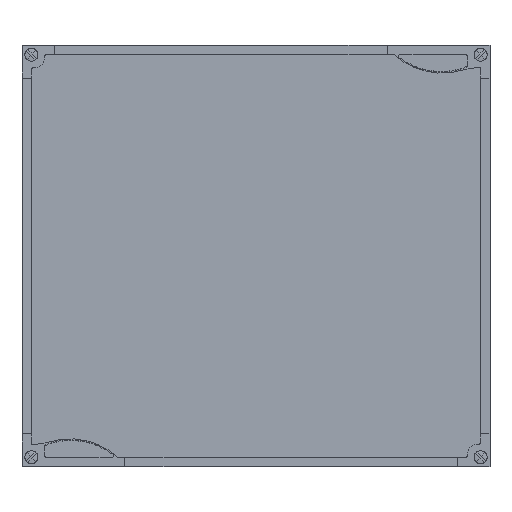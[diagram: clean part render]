
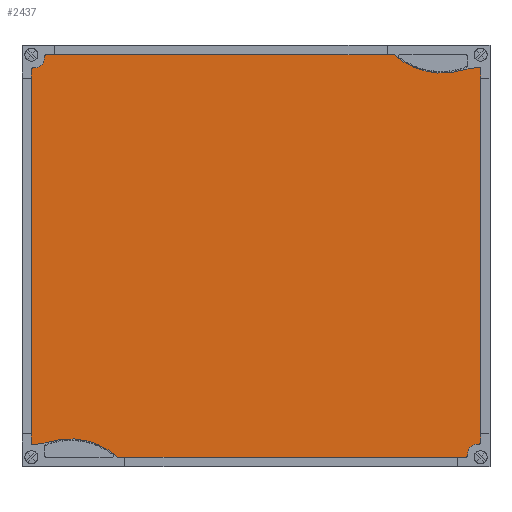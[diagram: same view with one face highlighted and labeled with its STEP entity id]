
A CAD part, top view. The second image highlights one B-rep face of the part: STEP entity #2437.
In plain terms, the highlighted planar face has unit normal (0, 0, 1).
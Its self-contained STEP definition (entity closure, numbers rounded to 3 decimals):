
#2437=ADVANCED_FACE('',(#4762),#4763,.F.);
#4762=FACE_OUTER_BOUND('',#7030,.T.);
#4763=PLANE('',#7031);
#7030=EDGE_LOOP('',(#13811,#13812,#13813,#13814,#13815,#13816,#13817,#13818,#13819,#13820,#13821,#13822,#13823,#13824,#13825,#13826));
#7031=AXIS2_PLACEMENT_3D('',#13827,#13828,#13829);
#13811=ORIENTED_EDGE('',*,*,#16614,.T.);
#13812=ORIENTED_EDGE('',*,*,#16610,.T.);
#13813=ORIENTED_EDGE('',*,*,#16606,.T.);
#13814=ORIENTED_EDGE('',*,*,#16617,.F.);
#13815=ORIENTED_EDGE('',*,*,#16618,.T.);
#13816=ORIENTED_EDGE('',*,*,#16619,.T.);
#13817=ORIENTED_EDGE('',*,*,#16620,.T.);
#13818=ORIENTED_EDGE('',*,*,#16621,.F.);
#13819=ORIENTED_EDGE('',*,*,#16622,.T.);
#13820=ORIENTED_EDGE('',*,*,#16623,.T.);
#13821=ORIENTED_EDGE('',*,*,#16624,.T.);
#13822=ORIENTED_EDGE('',*,*,#16625,.T.);
#13823=ORIENTED_EDGE('',*,*,#16626,.T.);
#13824=ORIENTED_EDGE('',*,*,#16627,.T.);
#13825=ORIENTED_EDGE('',*,*,#16628,.T.);
#13826=ORIENTED_EDGE('',*,*,#16629,.F.);
#13827=CARTESIAN_POINT('',(250.0,225.0,127.5));
#13828=DIRECTION('',(0.0,0.0,-1.0));
#13829=DIRECTION('',(0.0,-1.0,0.0));
#16606=EDGE_CURVE('',#20591,#20589,#20592,.T.);
#16610=EDGE_CURVE('',#20597,#20591,#20598,.T.);
#16614=EDGE_CURVE('',#20603,#20597,#20604,.T.);
#16617=EDGE_CURVE('',#20607,#20589,#20608,.T.);
#16618=EDGE_CURVE('',#20607,#20609,#20610,.T.);
#16619=EDGE_CURVE('',#20609,#20611,#20612,.T.);
#16620=EDGE_CURVE('',#20611,#20613,#20614,.T.);
#16621=EDGE_CURVE('',#20615,#20613,#20616,.T.);
#16622=EDGE_CURVE('',#20615,#20617,#20618,.T.);
#16623=EDGE_CURVE('',#20617,#20619,#20620,.T.);
#16624=EDGE_CURVE('',#20619,#20621,#20622,.T.);
#16625=EDGE_CURVE('',#20621,#20623,#20624,.T.);
#16626=EDGE_CURVE('',#20623,#20625,#20626,.T.);
#16627=EDGE_CURVE('',#20625,#20627,#20628,.T.);
#16628=EDGE_CURVE('',#20627,#20629,#20630,.T.);
#16629=EDGE_CURVE('',#20603,#20629,#20631,.T.);
#20589=VERTEX_POINT('',#26234);
#20591=VERTEX_POINT('',#26237);
#20592=LINE('',#26238,#26239);
#20597=VERTEX_POINT('',#26245);
#20598=CIRCLE('',#26246,8.);
#20603=VERTEX_POINT('',#26253);
#20604=LINE('',#26254,#26255);
#20607=VERTEX_POINT('',#26259);
#20608=LINE('',#26260,#26261);
#20609=VERTEX_POINT('',#26262);
#20610=LINE('',#26263,#26264);
#20611=VERTEX_POINT('',#26265);
#20612=CIRCLE('',#26266,8.);
#20613=VERTEX_POINT('',#26267);
#20614=LINE('',#26268,#26269);
#20615=VERTEX_POINT('',#26270);
#20616=LINE('',#26271,#26272);
#20617=VERTEX_POINT('',#26273);
#20618=LINE('',#26274,#26275);
#20619=VERTEX_POINT('',#26276);
#20620=CIRCLE('',#26277,8.);
#20621=VERTEX_POINT('',#26278);
#20622=LINE('',#26279,#26280);
#20623=VERTEX_POINT('',#26281);
#20624=LINE('',#26282,#26283);
#20625=VERTEX_POINT('',#26284);
#20626=LINE('',#26285,#26286);
#20627=VERTEX_POINT('',#26287);
#20628=CIRCLE('',#26288,8.);
#20629=VERTEX_POINT('',#26289);
#20630=LINE('',#26290,#26291);
#20631=LINE('',#26292,#26293);
#26234=CARTESIAN_POINT('',(495.0,22.0,127.5));
#26237=CARTESIAN_POINT('',(486.0,22.0,127.5));
#26238=CARTESIAN_POINT('',(370.25,22.0,127.5));
#26239=VECTOR('',#28992,1.0);
#26245=CARTESIAN_POINT('',(478.,14.,127.5));
#26246=AXIS2_PLACEMENT_3D('',#28997,#28998,#28999);
#26253=CARTESIAN_POINT('',(478.0,5.0,127.5));
#26254=CARTESIAN_POINT('',(478.0,117.25,127.5));
#26255=VECTOR('',#29002,1.0);
#26259=CARTESIAN_POINT('',(495.0,428.0,127.5));
#26260=CARTESIAN_POINT('',(495.0,225.0,127.5));
#26261=VECTOR('',#29004,1.0);
#26262=CARTESIAN_POINT('',(486.0,428.0,127.5));
#26263=CARTESIAN_POINT('',(370.25,428.0,127.5));
#26264=VECTOR('',#29005,1.0);
#26265=CARTESIAN_POINT('',(478.,436.,127.5));
#26266=AXIS2_PLACEMENT_3D('',#29006,#29007,#29008);
#26267=CARTESIAN_POINT('',(478.0,445.0,127.5));
#26268=CARTESIAN_POINT('',(478.0,332.75,127.5));
#26269=VECTOR('',#29009,1.0);
#26270=CARTESIAN_POINT('',(22.0,445.0,127.5));
#26271=CARTESIAN_POINT('',(250.0,445.0,127.5));
#26272=VECTOR('',#29010,1.0);
#26273=CARTESIAN_POINT('',(22.,436.,127.5));
#26274=CARTESIAN_POINT('',(22.0,332.75,127.5));
#26275=VECTOR('',#29011,1.0);
#26276=CARTESIAN_POINT('',(14.0,428.0,127.5));
#26277=AXIS2_PLACEMENT_3D('',#29012,#29013,#29014);
#26278=CARTESIAN_POINT('',(5.0,428.0,127.5));
#26279=CARTESIAN_POINT('',(129.75,428.0,127.5));
#26280=VECTOR('',#29015,1.0);
#26281=CARTESIAN_POINT('',(5.0,22.0,127.5));
#26282=CARTESIAN_POINT('',(5.0,225.0,127.5));
#26283=VECTOR('',#29016,1.0);
#26284=CARTESIAN_POINT('',(14.0,22.0,127.5));
#26285=CARTESIAN_POINT('',(129.75,22.0,127.5));
#26286=VECTOR('',#29017,1.0);
#26287=CARTESIAN_POINT('',(22.,14.,127.5));
#26288=AXIS2_PLACEMENT_3D('',#29018,#29019,#29020);
#26289=CARTESIAN_POINT('',(22.0,5.0,127.5));
#26290=CARTESIAN_POINT('',(22.0,117.25,127.5));
#26291=VECTOR('',#29021,1.0);
#26292=CARTESIAN_POINT('',(250.0,5.0,127.5));
#26293=VECTOR('',#29022,1.0);
#28992=DIRECTION('',(1.0,0.0,0.0));
#28997=CARTESIAN_POINT('',(486.,14.,127.5));
#28998=DIRECTION('',(0.0,0.0,-1.0));
#28999=DIRECTION('',(-1.0,0.,0.0));
#29002=DIRECTION('',(0.0,1.0,0.0));
#29004=DIRECTION('',(0.0,-1.0,0.0));
#29005=DIRECTION('',(-1.0,-0.0,-0.0));
#29006=CARTESIAN_POINT('',(486.,436.,127.5));
#29007=DIRECTION('',(-0.0,0.0,-1.0));
#29008=DIRECTION('',(-1.0,0.,0.0));
#29009=DIRECTION('',(0.0,1.0,0.0));
#29010=DIRECTION('',(1.0,0.0,0.0));
#29011=DIRECTION('',(0.0,-1.0,0.0));
#29012=CARTESIAN_POINT('',(14.,436.,127.5));
#29013=DIRECTION('',(0.0,0.0,-1.0));
#29014=DIRECTION('',(1.0,0.,0.0));
#29015=DIRECTION('',(-1.0,-0.0,-0.0));
#29016=DIRECTION('',(0.0,-1.0,0.0));
#29017=DIRECTION('',(1.0,0.0,0.0));
#29018=CARTESIAN_POINT('',(14.,14.,127.5));
#29019=DIRECTION('',(0.0,0.0,-1.0));
#29020=DIRECTION('',(1.0,0.,0.0));
#29021=DIRECTION('',(0.0,-1.0,0.0));
#29022=DIRECTION('',(-1.0,0.0,0.0));
